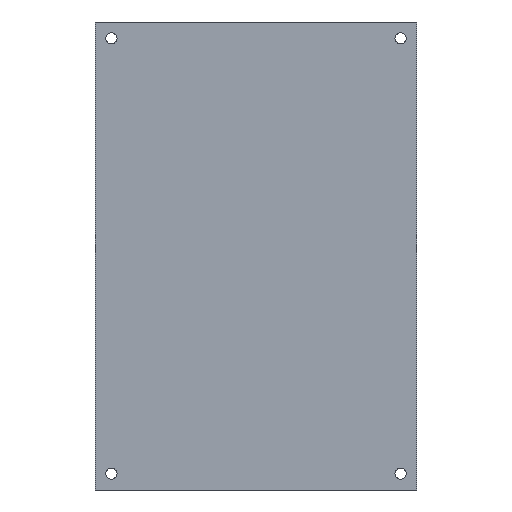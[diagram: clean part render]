
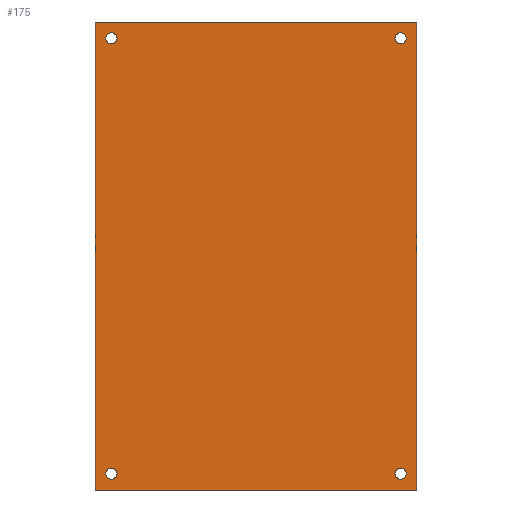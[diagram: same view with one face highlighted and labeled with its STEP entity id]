
A CAD part, front view. The second image highlights one B-rep face of the part: STEP entity #175.
In plain terms, the highlighted planar face has unit normal (0, -1, 0).
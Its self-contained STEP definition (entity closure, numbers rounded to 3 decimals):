
#3 = PLANE ( 'NONE',  #41 ) ;
#4 = DIRECTION ( 'NONE',  ( 0., 1., 0. ) ) ;
#5 = DIRECTION ( 'NONE',  ( 0., -1., 0. ) ) ;
#9 = CIRCLE ( 'NONE', #243, 1.2 ) ;
#10 = CARTESIAN_POINT ( 'NONE',  ( 34.4, 0., -50. ) ) ;
#23 = DIRECTION ( 'NONE',  ( 0., -1., 0. ) ) ;
#28 = VECTOR ( 'NONE', #140, 1000. ) ;
#29 = CARTESIAN_POINT ( 'NONE',  ( -30.9, 0., -46.5 ) ) ;
#35 = DIRECTION ( 'NONE',  ( 0., 0., 1. ) ) ;
#37 = AXIS2_PLACEMENT_3D ( 'NONE', #83, #291, #435 ) ;
#41 = AXIS2_PLACEMENT_3D ( 'NONE', #48, #113, #156 ) ;
#48 = CARTESIAN_POINT ( 'NONE',  ( 0., 0., 0. ) ) ;
#49 = ORIENTED_EDGE ( 'NONE', *, *, #131, .F. ) ;
#56 = ORIENTED_EDGE ( 'NONE', *, *, #148, .T. ) ;
#57 = EDGE_CURVE ( 'NONE', #400, #91, #159, .T. ) ;
#59 = ORIENTED_EDGE ( 'NONE', *, *, #151, .F. ) ;
#61 = CARTESIAN_POINT ( 'NONE',  ( -30.9, 0., -47.7 ) ) ;
#70 = DIRECTION ( 'NONE',  ( 0., 0., 1. ) ) ;
#83 = CARTESIAN_POINT ( 'NONE',  ( -30.9, 0., 46.5 ) ) ;
#84 = EDGE_CURVE ( 'NONE', #91, #400, #251, .T. ) ;
#86 = DIRECTION ( 'NONE',  ( 0., 0., 1. ) ) ;
#91 = VERTEX_POINT ( 'NONE', #230 ) ;
#92 = VERTEX_POINT ( 'NONE', #150 ) ;
#93 = CARTESIAN_POINT ( 'NONE',  ( -34.4, 0., -50. ) ) ;
#94 = EDGE_LOOP ( 'NONE', ( #436, #368, #362, #59 ) ) ;
#95 = ORIENTED_EDGE ( 'NONE', *, *, #274, .F. ) ;
#103 = EDGE_CURVE ( 'NONE', #429, #161, #335, .T. ) ;
#104 = EDGE_LOOP ( 'NONE', ( #492, #56 ) ) ;
#105 = DIRECTION ( 'NONE',  ( 0., -1., 0. ) ) ;
#106 = ORIENTED_EDGE ( 'NONE', *, *, #84, .F. ) ;
#107 = DIRECTION ( 'NONE',  ( 0., 1., 0. ) ) ;
#111 = CARTESIAN_POINT ( 'NONE',  ( 34.4, 0., 50. ) ) ;
#112 = AXIS2_PLACEMENT_3D ( 'NONE', #497, #367, #35 ) ;
#113 = DIRECTION ( 'NONE',  ( 0., 1., 0. ) ) ;
#117 = FACE_OUTER_BOUND ( 'NONE', #94, .T. ) ;
#126 = VECTOR ( 'NONE', #313, 1000. ) ;
#131 = EDGE_CURVE ( 'NONE', #171, #403, #358, .T. ) ;
#140 = DIRECTION ( 'NONE',  ( 0., 0., -1. ) ) ;
#148 = EDGE_CURVE ( 'NONE', #426, #173, #460, .T. ) ;
#149 = LINE ( 'NONE', #445, #314 ) ;
#150 = CARTESIAN_POINT ( 'NONE',  ( -30.9, 0., 45.3 ) ) ;
#151 = EDGE_CURVE ( 'NONE', #339, #429, #418, .T. ) ;
#156 = DIRECTION ( 'NONE',  ( 0., 0., 1. ) ) ;
#158 = CARTESIAN_POINT ( 'NONE',  ( 30.9, 0., 45.3 ) ) ;
#159 = CIRCLE ( 'NONE', #112, 1.2 ) ;
#161 = VERTEX_POINT ( 'NONE', #10 ) ;
#162 = LINE ( 'NONE', #323, #271 ) ;
#166 = EDGE_LOOP ( 'NONE', ( #478, #484 ) ) ;
#168 = DIRECTION ( 'NONE',  ( 0., 0., 1. ) ) ;
#171 = VERTEX_POINT ( 'NONE', #158 ) ;
#172 = DIRECTION ( 'NONE',  ( 0., 0., 1. ) ) ;
#173 = VERTEX_POINT ( 'NONE', #387 ) ;
#175 = ADVANCED_FACE ( 'NONE', ( #350, #275, #245, #277, #117 ), #3, .F. ) ;
#205 = AXIS2_PLACEMENT_3D ( 'NONE', #470, #23, #86 ) ;
#211 = DIRECTION ( 'NONE',  ( 0., 1., 0. ) ) ;
#217 = CIRCLE ( 'NONE', #37, 1.2 ) ;
#221 = ORIENTED_EDGE ( 'NONE', *, *, #57, .F. ) ;
#222 = CARTESIAN_POINT ( 'NONE',  ( 34.4, 0., 50. ) ) ;
#225 = CARTESIAN_POINT ( 'NONE',  ( -30.9, 0., 47.7 ) ) ;
#230 = CARTESIAN_POINT ( 'NONE',  ( -30.9, 0., -45.3 ) ) ;
#243 = AXIS2_PLACEMENT_3D ( 'NONE', #285, #211, #168 ) ;
#245 = FACE_BOUND ( 'NONE', #104, .T. ) ;
#251 = CIRCLE ( 'NONE', #456, 1.2 ) ;
#255 = EDGE_LOOP ( 'NONE', ( #106, #221 ) ) ;
#257 = EDGE_CURVE ( 'NONE', #161, #395, #162, .T. ) ;
#260 = CARTESIAN_POINT ( 'NONE',  ( 34.4, 0., 50. ) ) ;
#271 = VECTOR ( 'NONE', #353, 1000. ) ;
#274 = EDGE_CURVE ( 'NONE', #403, #171, #412, .T. ) ;
#275 = FACE_BOUND ( 'NONE', #479, .T. ) ;
#277 = FACE_BOUND ( 'NONE', #255, .T. ) ;
#281 = DIRECTION ( 'NONE',  ( 0., 0., 1. ) ) ;
#285 = CARTESIAN_POINT ( 'NONE',  ( -30.9, 0., 46.5 ) ) ;
#291 = DIRECTION ( 'NONE',  ( 0., 1., 0. ) ) ;
#296 = CARTESIAN_POINT ( 'NONE',  ( 30.9, 0., -46.5 ) ) ;
#300 = EDGE_CURVE ( 'NONE', #438, #92, #9, .T. ) ;
#302 = CARTESIAN_POINT ( 'NONE',  ( 30.9, 0., -47.7 ) ) ;
#308 = DIRECTION ( 'NONE',  ( 0., 0., 1. ) ) ;
#313 = DIRECTION ( 'NONE',  ( 1., 0., 0. ) ) ;
#314 = VECTOR ( 'NONE', #70, 1000. ) ;
#317 = DIRECTION ( 'NONE',  ( 0., 0., 1. ) ) ;
#321 = CARTESIAN_POINT ( 'NONE',  ( 30.9, 0., 46.5 ) ) ;
#323 = CARTESIAN_POINT ( 'NONE',  ( 34.4, 0., -50. ) ) ;
#335 = LINE ( 'NONE', #260, #28 ) ;
#339 = VERTEX_POINT ( 'NONE', #427 ) ;
#350 = FACE_BOUND ( 'NONE', #166, .T. ) ;
#353 = DIRECTION ( 'NONE',  ( -1., 0., 0. ) ) ;
#358 = CIRCLE ( 'NONE', #393, 1.2 ) ;
#362 = ORIENTED_EDGE ( 'NONE', *, *, #103, .F. ) ;
#363 = CARTESIAN_POINT ( 'NONE',  ( 30.9, 0., 47.7 ) ) ;
#364 = AXIS2_PLACEMENT_3D ( 'NONE', #420, #4, #281 ) ;
#367 = DIRECTION ( 'NONE',  ( 0., -1., 0. ) ) ;
#368 = ORIENTED_EDGE ( 'NONE', *, *, #257, .F. ) ;
#385 = CIRCLE ( 'NONE', #451, 1.2 ) ;
#387 = CARTESIAN_POINT ( 'NONE',  ( 30.9, 0., -45.3 ) ) ;
#390 = EDGE_CURVE ( 'NONE', #92, #438, #217, .T. ) ;
#393 = AXIS2_PLACEMENT_3D ( 'NONE', #321, #5, #317 ) ;
#395 = VERTEX_POINT ( 'NONE', #93 ) ;
#400 = VERTEX_POINT ( 'NONE', #61 ) ;
#403 = VERTEX_POINT ( 'NONE', #363 ) ;
#412 = CIRCLE ( 'NONE', #205, 1.2 ) ;
#418 = LINE ( 'NONE', #111, #126 ) ;
#420 = CARTESIAN_POINT ( 'NONE',  ( 30.9, 0., -46.5 ) ) ;
#426 = VERTEX_POINT ( 'NONE', #302 ) ;
#427 = CARTESIAN_POINT ( 'NONE',  ( -34.4, 0., 50. ) ) ;
#429 = VERTEX_POINT ( 'NONE', #222 ) ;
#435 = DIRECTION ( 'NONE',  ( 0., 0., 1. ) ) ;
#436 = ORIENTED_EDGE ( 'NONE', *, *, #449, .F. ) ;
#438 = VERTEX_POINT ( 'NONE', #225 ) ;
#445 = CARTESIAN_POINT ( 'NONE',  ( -34.4, 0., 50. ) ) ;
#449 = EDGE_CURVE ( 'NONE', #395, #339, #149, .T. ) ;
#451 = AXIS2_PLACEMENT_3D ( 'NONE', #296, #107, #172 ) ;
#456 = AXIS2_PLACEMENT_3D ( 'NONE', #29, #105, #308 ) ;
#460 = CIRCLE ( 'NONE', #364, 1.2 ) ;
#464 = EDGE_CURVE ( 'NONE', #173, #426, #385, .T. ) ;
#470 = CARTESIAN_POINT ( 'NONE',  ( 30.9, 0., 46.5 ) ) ;
#478 = ORIENTED_EDGE ( 'NONE', *, *, #300, .T. ) ;
#479 = EDGE_LOOP ( 'NONE', ( #95, #49 ) ) ;
#484 = ORIENTED_EDGE ( 'NONE', *, *, #390, .T. ) ;
#492 = ORIENTED_EDGE ( 'NONE', *, *, #464, .T. ) ;
#497 = CARTESIAN_POINT ( 'NONE',  ( -30.9, 0., -46.5 ) ) ;
